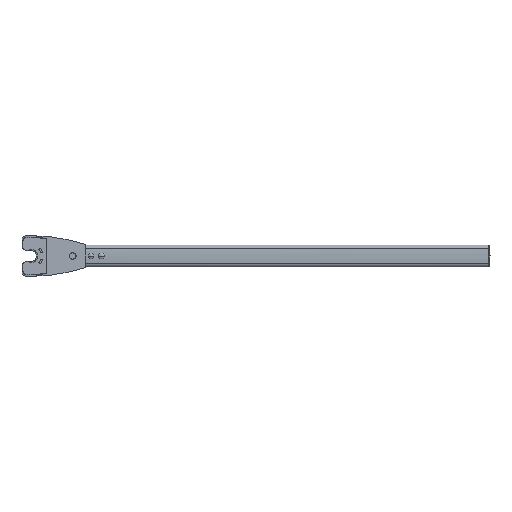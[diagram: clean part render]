
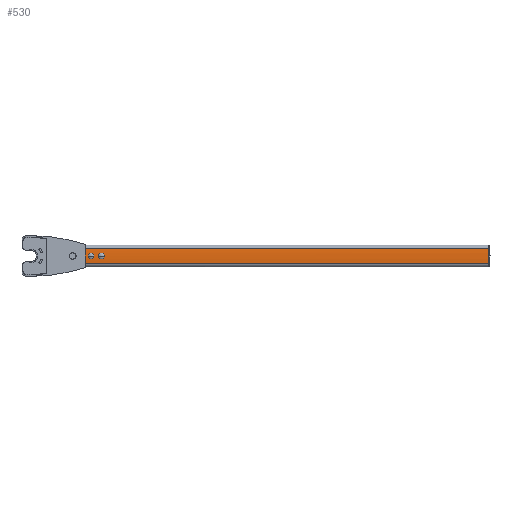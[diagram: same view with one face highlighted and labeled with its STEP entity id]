
A CAD part, front view. The second image highlights one B-rep face of the part: STEP entity #530.
In plain terms, the highlighted cylindrical face has radius 152 mm (diameter 304 mm), a partial arc.
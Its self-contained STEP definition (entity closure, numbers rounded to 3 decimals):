
#515 = EDGE_CURVE ( 'NONE', #981, #516, #3644, .T. ) ;
#516 = VERTEX_POINT ( 'NONE', #3639 ) ;
#530 = ADVANCED_FACE ( 'NONE', ( #3758 ), #3843, .T. ) ;
#531 = EDGE_LOOP ( 'NONE', ( #532, #533, #534, #536, #537 ) ) ;
#532 = ORIENTED_EDGE ( 'NONE', *, *, #1337, .T. ) ;
#533 = ORIENTED_EDGE ( 'NONE', *, *, #846, .T. ) ;
#534 = ORIENTED_EDGE ( 'NONE', *, *, #535, .F. ) ;
#535 = EDGE_CURVE ( 'NONE', #516, #844, #3844, .T. ) ;
#536 = ORIENTED_EDGE ( 'NONE', *, *, #515, .F. ) ;
#537 = ORIENTED_EDGE ( 'NONE', *, *, #765, .T. ) ;
#763 = VERTEX_POINT ( 'NONE', #2517 ) ;
#765 = EDGE_CURVE ( 'NONE', #981, #763, #2516, .T. ) ;
#844 = VERTEX_POINT ( 'NONE', #2756 ) ;
#846 = EDGE_CURVE ( 'NONE', #847, #844, #2755, .T. ) ;
#847 = VERTEX_POINT ( 'NONE', #2750 ) ;
#981 = VERTEX_POINT ( 'NONE', #2945 ) ;
#1337 = EDGE_CURVE ( 'NONE', #763, #847, #3979, .T. ) ;
#2516 = LINE ( 'NONE', #2543, #2542 ) ;
#2517 = CARTESIAN_POINT ( 'NONE',  ( 95., -14.389, 13.617 ) ) ;
#2541 = DIRECTION ( 'NONE',  ( -1., 0., 0. ) ) ;
#2542 = VECTOR ( 'NONE', #2541, 1000. ) ;
#2543 = CARTESIAN_POINT ( 'NONE',  ( 795., -14.389, 13.617 ) ) ;
#2750 = CARTESIAN_POINT ( 'NONE',  ( 95., -15., 0. ) ) ;
#2751 = DIRECTION ( 'NONE',  ( 0., 0., -1. ) ) ;
#2752 = DIRECTION ( 'NONE',  ( 1., 0., 0. ) ) ;
#2753 = CARTESIAN_POINT ( 'NONE',  ( 95., 137., 0. ) ) ;
#2754 = AXIS2_PLACEMENT_3D ( 'NONE', #2753, #2752, #2751 ) ;
#2755 = CIRCLE ( 'NONE', #2754, 152. ) ;
#2756 = CARTESIAN_POINT ( 'NONE',  ( 95., -14.389, -13.617 ) ) ;
#2945 = CARTESIAN_POINT ( 'NONE',  ( 795., -14.389, 13.617 ) ) ;
#3639 = CARTESIAN_POINT ( 'NONE',  ( 795., -14.389, -13.617 ) ) ;
#3640 = DIRECTION ( 'NONE',  ( 0., 0., -1. ) ) ;
#3641 = DIRECTION ( 'NONE',  ( 1., 0., 0. ) ) ;
#3642 = CARTESIAN_POINT ( 'NONE',  ( 795., 137., 0. ) ) ;
#3643 = AXIS2_PLACEMENT_3D ( 'NONE', #3642, #3641, #3640 ) ;
#3644 = CIRCLE ( 'NONE', #3643, 152. ) ;
#3752 = CARTESIAN_POINT ( 'NONE',  ( 795., 137., 0. ) ) ;
#3758 = FACE_OUTER_BOUND ( 'NONE', #531, .T. ) ;
#3837 = DIRECTION ( 'NONE',  ( -1., 0., 0. ) ) ;
#3838 = VECTOR ( 'NONE', #3837, 1000. ) ;
#3839 = CARTESIAN_POINT ( 'NONE',  ( 795., -14.389, -13.617 ) ) ;
#3840 = DIRECTION ( 'NONE',  ( 0., 0., 1. ) ) ;
#3841 = DIRECTION ( 'NONE',  ( -1., 0., 0. ) ) ;
#3842 = AXIS2_PLACEMENT_3D ( 'NONE', #3752, #3841, #3840 ) ;
#3843 = CYLINDRICAL_SURFACE ( 'NONE', #3842, 152. ) ;
#3844 = LINE ( 'NONE', #3839, #3838 ) ;
#3876 = DIRECTION ( 'NONE',  ( 0., 0., -1. ) ) ;
#3976 = DIRECTION ( 'NONE',  ( 1., 0., 0. ) ) ;
#3977 = CARTESIAN_POINT ( 'NONE',  ( 95., 137., 0. ) ) ;
#3978 = AXIS2_PLACEMENT_3D ( 'NONE', #3977, #3976, #3876 ) ;
#3979 = CIRCLE ( 'NONE', #3978, 152. ) ;
